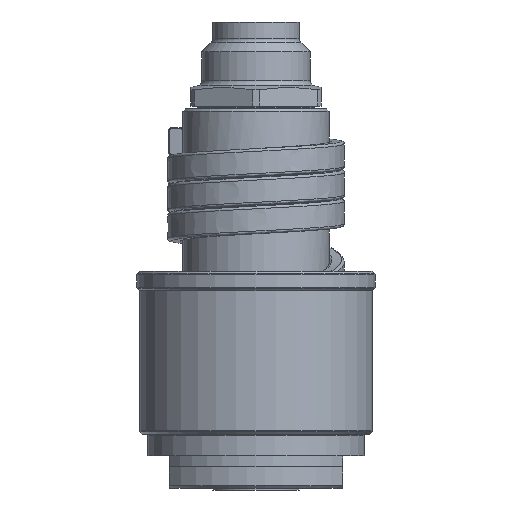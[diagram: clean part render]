
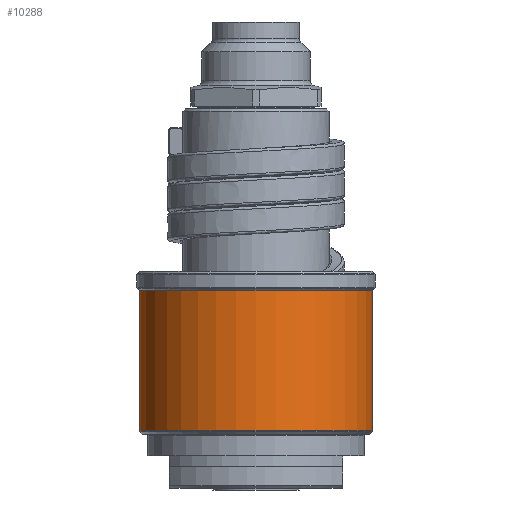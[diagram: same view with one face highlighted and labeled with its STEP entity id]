
A CAD part, front view. The second image highlights one B-rep face of the part: STEP entity #10288.
In plain terms, the highlighted cylindrical face has radius 21.5 mm (diameter 43 mm), a partial arc.
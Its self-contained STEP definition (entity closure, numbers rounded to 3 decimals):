
#3314=CARTESIAN_POINT('',(0.,0.,10.583));
#3315=DIRECTION('',(0.,0.,1.));
#3316=DIRECTION('',(-1.,0.,0.));
#3317=AXIS2_PLACEMENT_3D('',#3314,#3315,#3316);
#3319=DIRECTION('',(0.,0.,-1.));
#3320=VECTOR('',#3319,25.834);
#3321=CARTESIAN_POINT('',(-21.5,0.,36.417));
#3322=LINE('',#3321,#3320);
#3323=CARTESIAN_POINT('',(0.,0.,36.417));
#3324=DIRECTION('',(0.,0.,1.));
#3325=DIRECTION('',(-1.,0.,0.));
#3326=AXIS2_PLACEMENT_3D('',#3323,#3324,#3325);
#3328=DIRECTION('',(0.,0.,-1.));
#3329=VECTOR('',#3328,25.834);
#3330=CARTESIAN_POINT('',(21.5,0.,36.417));
#3331=LINE('',#3330,#3329);
#5658=CARTESIAN_POINT('',(21.5,0.,36.417));
#5659=CARTESIAN_POINT('',(-21.5,0.,36.417));
#5660=VERTEX_POINT('',#5658);
#5661=VERTEX_POINT('',#5659);
#5684=CARTESIAN_POINT('',(21.5,0.,10.583));
#5685=VERTEX_POINT('',#5684);
#5686=CARTESIAN_POINT('',(-21.5,0.,10.583));
#5687=VERTEX_POINT('',#5686);
#10276=CARTESIAN_POINT('',(0.,0.,8.5));
#10277=DIRECTION('',(0.,0.,1.));
#10278=DIRECTION('',(-1.,0.,0.));
#10279=AXIS2_PLACEMENT_3D('',#10276,#10277,#10278);
#10280=CYLINDRICAL_SURFACE('',#10279,21.5);
#10281=ORIENTED_EDGE('',*,*,#8255,.F.);
#10282=ORIENTED_EDGE('',*,*,#8236,.F.);
#10284=ORIENTED_EDGE('',*,*,#10283,.T.);
#10285=ORIENTED_EDGE('',*,*,#8232,.T.);
#10286=EDGE_LOOP('',(#10281,#10282,#10284,#10285));
#10287=FACE_OUTER_BOUND('',#10286,.F.);
#3318=CIRCLE('',#3317,21.5);
#3327=CIRCLE('',#3326,21.5);
#8232=EDGE_CURVE('',#5660,#5685,#3331,.T.);
#8236=EDGE_CURVE('',#5661,#5687,#3322,.T.);
#8255=EDGE_CURVE('',#5687,#5685,#3318,.T.);
#10283=EDGE_CURVE('',#5661,#5660,#3327,.T.);
#10288=ADVANCED_FACE('',(#10287),#10280,.T.);
